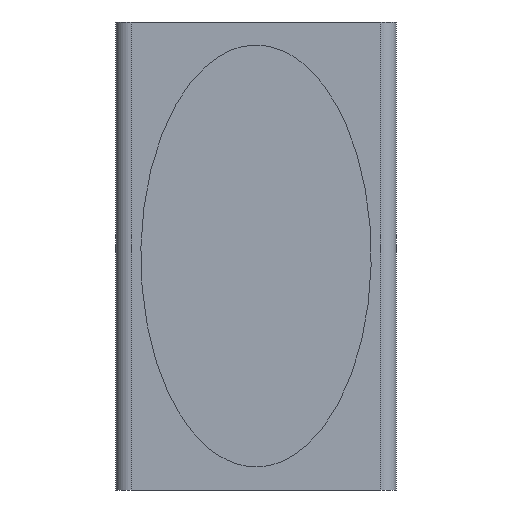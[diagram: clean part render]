
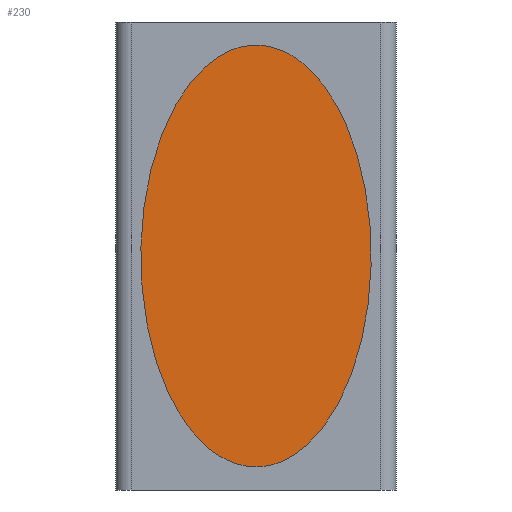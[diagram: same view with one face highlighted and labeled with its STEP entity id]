
A CAD part, left-side view. The second image highlights one B-rep face of the part: STEP entity #230.
In plain terms, the highlighted planar face has unit normal (-1, 0, 0).
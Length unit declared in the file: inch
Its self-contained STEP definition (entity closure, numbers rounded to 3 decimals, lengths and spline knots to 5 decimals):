
#60=PLANE('',#247);
#82=FACE_OUTER_BOUND('',#96,.T.);
#96=EDGE_LOOP('',(#171));
#114=ELLIPSE('',#246,0.84493,0.46151);
#118=VERTEX_POINT('',#356);
#139=EDGE_CURVE('',#118,#118,#114,.T.);
#171=ORIENTED_EDGE('',*,*,#139,.F.);
#230=ADVANCED_FACE('',(#82),#60,.F.);
#246=AXIS2_PLACEMENT_3D('',#359,#273,#274);
#247=AXIS2_PLACEMENT_3D('',#360,#275,#276);
#273=DIRECTION('center_axis',(1.,0.,0.));
#274=DIRECTION('ref_axis',(0.,0.,1.));
#275=DIRECTION('center_axis',(1.,0.,0.));
#276=DIRECTION('ref_axis',(0.,0.,-1.));
#356=CARTESIAN_POINT('',(-2.8124,0.5625,-0.84493));
#359=CARTESIAN_POINT('Origin',(-2.8124,0.5625,0.));
#360=CARTESIAN_POINT('Origin',(-2.8124,0.5625,0.));
